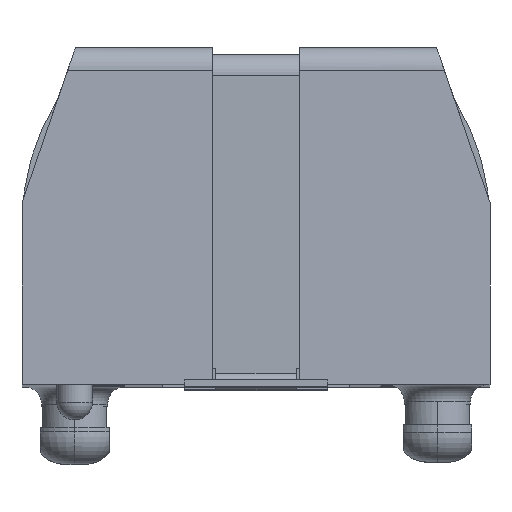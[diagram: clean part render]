
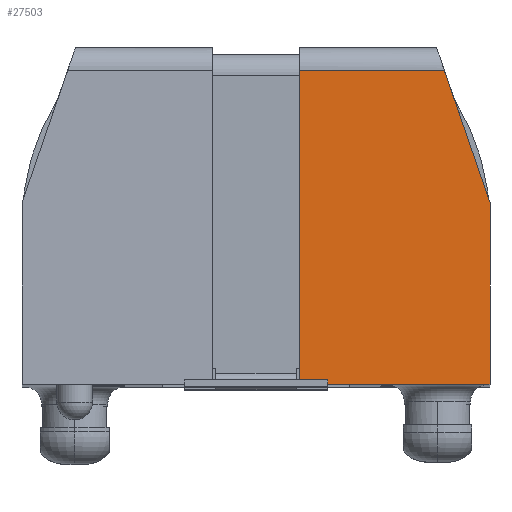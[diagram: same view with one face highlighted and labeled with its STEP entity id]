
A CAD part, top view. The second image highlights one B-rep face of the part: STEP entity #27503.
In plain terms, the highlighted planar face has unit normal (0, 0.018, 1).
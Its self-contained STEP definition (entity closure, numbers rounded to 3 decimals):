
#27503 = ADVANCED_FACE ( 'NONE', ( #31193 ), #31232, .T. ) ;
#27504 = EDGE_LOOP ( 'NONE', ( #27505, #27506, #27507, #27510, #27557 ) ) ;
#27505 = ORIENTED_EDGE ( 'NONE', *, *, #27553, .F. ) ;
#27506 = ORIENTED_EDGE ( 'NONE', *, *, #27579, .T. ) ;
#27507 = ORIENTED_EDGE ( 'NONE', *, *, #27508, .F. ) ;
#27508 = EDGE_CURVE ( 'NONE', #27509, #27576, #31227, .T. ) ;
#27509 = VERTEX_POINT ( 'NONE', #31223 ) ;
#27510 = ORIENTED_EDGE ( 'NONE', *, *, #27555, .F. ) ;
#27553 = EDGE_CURVE ( 'NONE', #27580, #27554, #31345, .T. ) ;
#27554 = VERTEX_POINT ( 'NONE', #31341 ) ;
#27555 = EDGE_CURVE ( 'NONE', #27556, #27509, #31340, .T. ) ;
#27556 = VERTEX_POINT ( 'NONE', #31336 ) ;
#27557 = ORIENTED_EDGE ( 'NONE', *, *, #27558, .F. ) ;
#27558 = EDGE_CURVE ( 'NONE', #27554, #27556, #31334, .T. ) ;
#27576 = VERTEX_POINT ( 'NONE', #31414 ) ;
#27579 = EDGE_CURVE ( 'NONE', #27580, #27576, #31412, .T. ) ;
#27580 = VERTEX_POINT ( 'NONE', #31408 ) ;
#31193 = FACE_OUTER_BOUND ( 'NONE', #27504, .T. ) ;
#31223 = CARTESIAN_POINT ( 'NONE',  ( 10.259, -10.149, 35.811 ) ) ;
#31224 = DIRECTION ( 'NONE',  ( 0., 1., -0.017 ) ) ;
#31225 = VECTOR ( 'NONE', #31224, 1000. ) ;
#31226 = CARTESIAN_POINT ( 'NONE',  ( 10.259, -11.877, 35.841 ) ) ;
#31227 = LINE ( 'NONE', #31226, #31225 ) ;
#31228 = DIRECTION ( 'NONE',  ( 0., -1., 0.017 ) ) ;
#31229 = DIRECTION ( 'NONE',  ( 0., 0.017, 1. ) ) ;
#31230 = CARTESIAN_POINT ( 'NONE',  ( -1.971, -11.877, 35.841 ) ) ;
#31231 = AXIS2_PLACEMENT_3D ( 'NONE', #31230, #31229, #31228 ) ;
#31232 = PLANE ( 'NONE',  #31231 ) ;
#31331 = DIRECTION ( 'NONE',  ( 0., -1., 0.017 ) ) ;
#31332 = VECTOR ( 'NONE', #31331, 1000. ) ;
#31333 = CARTESIAN_POINT ( 'NONE',  ( 18.679, -11.877, 35.841 ) ) ;
#31334 = LINE ( 'NONE', #31333, #31332 ) ;
#31336 = CARTESIAN_POINT ( 'NONE',  ( 18.679, -10.149, 35.811 ) ) ;
#31337 = DIRECTION ( 'NONE',  ( -1., 0., 0. ) ) ;
#31338 = VECTOR ( 'NONE', #31337, 1000. ) ;
#31339 = CARTESIAN_POINT ( 'NONE',  ( -1.971, -10.149, 35.811 ) ) ;
#31340 = LINE ( 'NONE', #31339, #31338 ) ;
#31341 = CARTESIAN_POINT ( 'NONE',  ( 18.679, -2.148, 35.672 ) ) ;
#31342 = DIRECTION ( 'NONE',  ( 0.326, -0.945, 0.017 ) ) ;
#31343 = VECTOR ( 'NONE', #31342, 1000. ) ;
#31344 = CARTESIAN_POINT ( 'NONE',  ( 19.486, -4.491, 35.712 ) ) ;
#31345 = LINE ( 'NONE', #31344, #31343 ) ;
#31408 = CARTESIAN_POINT ( 'NONE',  ( 16.661, 3.711, 35.569 ) ) ;
#31409 = DIRECTION ( 'NONE',  ( -1., 0., 0. ) ) ;
#31410 = VECTOR ( 'NONE', #31409, 1000. ) ;
#31411 = CARTESIAN_POINT ( 'NONE',  ( 10.259, 3.711, 35.569 ) ) ;
#31412 = LINE ( 'NONE', #31411, #31410 ) ;
#31414 = CARTESIAN_POINT ( 'NONE',  ( 10.259, 3.711, 35.569 ) ) ;
